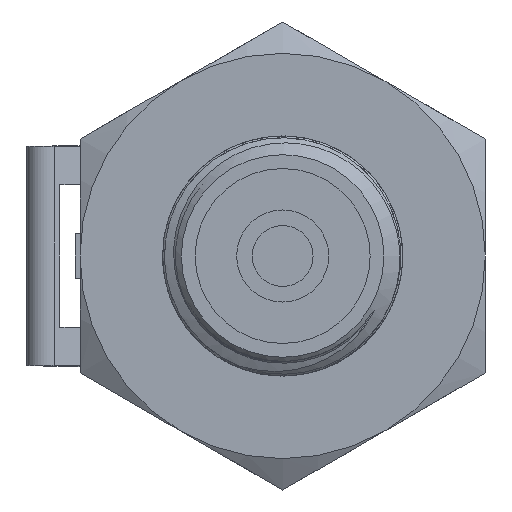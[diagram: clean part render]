
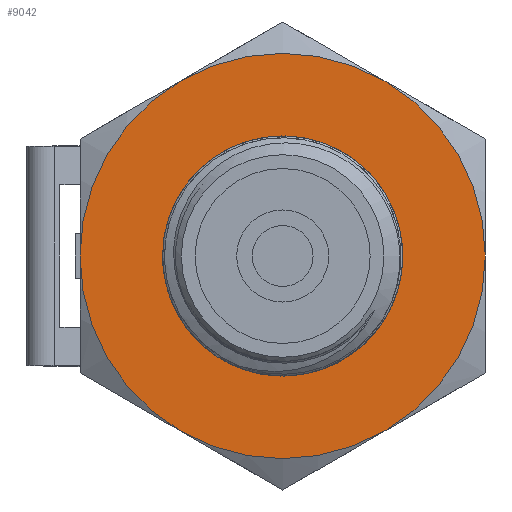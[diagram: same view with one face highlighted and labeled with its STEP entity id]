
A CAD part, left-side view. The second image highlights one B-rep face of the part: STEP entity #9042.
In plain terms, the highlighted planar face has unit normal (-1, 0, 0).
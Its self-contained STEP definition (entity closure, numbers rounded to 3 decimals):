
#444=FACE_BOUND('',#1533,.T.);
#510=PLANE('',#9398);
#978=FACE_OUTER_BOUND('',#1532,.T.);
#1532=EDGE_LOOP('',(#7730,#7731,#7732,#7733,#7734,#7735));
#1533=EDGE_LOOP('',(#7736));
#1778=CIRCLE('',#9349,11.);
#1779=CIRCLE('',#9351,11.);
#1780=CIRCLE('',#9353,11.);
#1781=CIRCLE('',#9355,11.);
#1782=CIRCLE('',#9357,11.);
#1783=CIRCLE('',#9359,11.);
#1799=CIRCLE('',#9397,6.5);
#4215=VERTEX_POINT('',#19734);
#4216=VERTEX_POINT('',#19738);
#4218=VERTEX_POINT('',#19745);
#4220=VERTEX_POINT('',#19755);
#4222=VERTEX_POINT('',#19768);
#4224=VERTEX_POINT('',#19778);
#4252=VERTEX_POINT('',#22542);
#5399=EDGE_CURVE('',#4215,#4216,#1778,.T.);
#5402=EDGE_CURVE('',#4218,#4215,#1779,.T.);
#5405=EDGE_CURVE('',#4220,#4218,#1780,.T.);
#5407=EDGE_CURVE('',#4222,#4220,#1781,.T.);
#5410=EDGE_CURVE('',#4224,#4222,#1782,.T.);
#5413=EDGE_CURVE('',#4216,#4224,#1783,.T.);
#5467=EDGE_CURVE('',#4252,#4252,#1799,.T.);
#7730=ORIENTED_EDGE('',*,*,#5413,.T.);
#7731=ORIENTED_EDGE('',*,*,#5410,.T.);
#7732=ORIENTED_EDGE('',*,*,#5407,.T.);
#7733=ORIENTED_EDGE('',*,*,#5405,.T.);
#7734=ORIENTED_EDGE('',*,*,#5402,.T.);
#7735=ORIENTED_EDGE('',*,*,#5399,.T.);
#7736=ORIENTED_EDGE('',*,*,#5467,.T.);
#9042=ADVANCED_FACE('',(#978,#444),#510,.T.);
#9349=AXIS2_PLACEMENT_3D('',#19742,#10148,#10149);
#9351=AXIS2_PLACEMENT_3D('',#19752,#10152,#10153);
#9353=AXIS2_PLACEMENT_3D('',#19762,#10156,#10157);
#9355=AXIS2_PLACEMENT_3D('',#19769,#10160,#10161);
#9357=AXIS2_PLACEMENT_3D('',#19779,#10164,#10165);
#9359=AXIS2_PLACEMENT_3D('',#19788,#10168,#10169);
#9397=AXIS2_PLACEMENT_3D('',#22544,#10255,#10256);
#9398=AXIS2_PLACEMENT_3D('',#22545,#10257,#10258);
#10148=DIRECTION('center_axis',(-1.,0.,0.));
#10149=DIRECTION('ref_axis',(0.,1.,0.));
#10152=DIRECTION('center_axis',(-1.,0.,0.));
#10153=DIRECTION('ref_axis',(0.,1.,0.));
#10156=DIRECTION('center_axis',(-1.,0.,0.));
#10157=DIRECTION('ref_axis',(0.,1.,0.));
#10160=DIRECTION('center_axis',(-1.,0.,0.));
#10161=DIRECTION('ref_axis',(0.,1.,0.));
#10164=DIRECTION('center_axis',(-1.,0.,0.));
#10165=DIRECTION('ref_axis',(0.,1.,0.));
#10168=DIRECTION('center_axis',(-1.,0.,0.));
#10169=DIRECTION('ref_axis',(0.,1.,0.));
#10255=DIRECTION('center_axis',(1.,0.,0.));
#10256=DIRECTION('ref_axis',(0.,0.,-1.));
#10257=DIRECTION('center_axis',(-1.,0.,0.));
#10258=DIRECTION('ref_axis',(0.,0.,1.));
#19734=CARTESIAN_POINT('',(-36.7,-11.,0.));
#19738=CARTESIAN_POINT('',(-36.7,-5.5,9.526));
#19742=CARTESIAN_POINT('Origin',(-36.7,0.,0.));
#19745=CARTESIAN_POINT('',(-36.7,-5.5,-9.526));
#19752=CARTESIAN_POINT('Origin',(-36.7,0.,0.));
#19755=CARTESIAN_POINT('',(-36.7,5.5,-9.526));
#19762=CARTESIAN_POINT('Origin',(-36.7,0.,0.));
#19768=CARTESIAN_POINT('',(-36.7,11.,0.));
#19769=CARTESIAN_POINT('Origin',(-36.7,0.,0.));
#19778=CARTESIAN_POINT('',(-36.7,5.5,9.526));
#19779=CARTESIAN_POINT('Origin',(-36.7,0.,0.));
#19788=CARTESIAN_POINT('Origin',(-36.7,0.,0.));
#22542=CARTESIAN_POINT('',(-36.7,0.,6.5));
#22544=CARTESIAN_POINT('Origin',(-36.7,0.,0.));
#22545=CARTESIAN_POINT('Origin',(-36.7,11.,0.));
